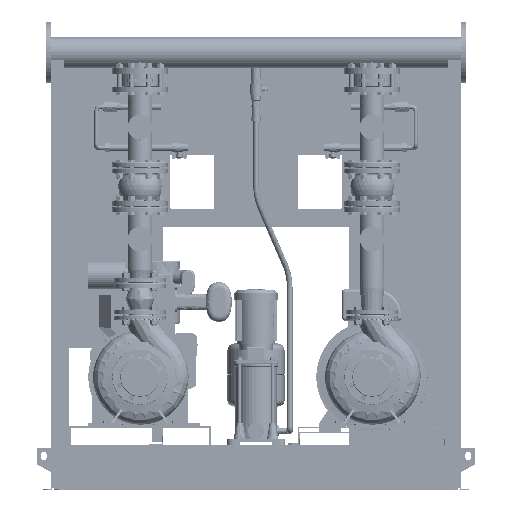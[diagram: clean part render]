
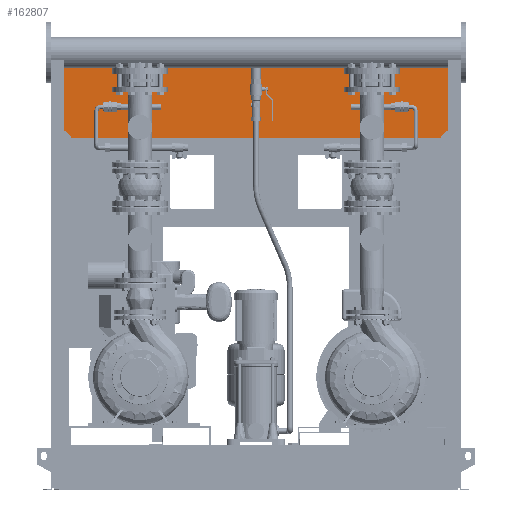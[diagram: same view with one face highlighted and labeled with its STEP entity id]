
A CAD part, left-side view. The second image highlights one B-rep face of the part: STEP entity #162807.
In plain terms, the highlighted planar face has unit normal (-1, 0, 0).
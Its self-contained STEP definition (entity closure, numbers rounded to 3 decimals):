
#162213=CARTESIAN_POINT('',(116.0,687.5,1551.425));
#162214=VERTEX_POINT('',#162213);
#162221=CARTESIAN_POINT('',(116.0,-687.5,1551.425));
#162222=VERTEX_POINT('',#162221);
#162223=CARTESIAN_POINT('',(116.0,-687.5,1551.425));
#162224=DIRECTION('',(0.0,1.0,0.0));
#162225=VECTOR('',#162224,1375.0);
#162226=LINE('',#162223,#162225);
#162227=EDGE_CURVE('',#162222,#162214,#162226,.T.);
#162284=CARTESIAN_POINT('',(116.0,-667.5,1271.425));
#162285=VERTEX_POINT('',#162284);
#162292=CARTESIAN_POINT('',(116.0,667.5,1271.425));
#162293=VERTEX_POINT('',#162292);
#162294=CARTESIAN_POINT('',(116.0,667.5,1271.425));
#162295=DIRECTION('',(0.0,-1.0,0.0));
#162296=VECTOR('',#162295,1335.0);
#162297=LINE('',#162294,#162296);
#162298=EDGE_CURVE('',#162293,#162285,#162297,.T.);
#162355=CARTESIAN_POINT('',(116.0,687.5,1547.425));
#162356=VERTEX_POINT('',#162355);
#162363=CARTESIAN_POINT('',(116.0,687.5,1551.425));
#162364=DIRECTION('',(0.0,0.0,-1.0));
#162365=VECTOR('',#162364,4.0);
#162366=LINE('',#162363,#162365);
#162367=EDGE_CURVE('',#162214,#162356,#162366,.T.);
#162393=CARTESIAN_POINT('',(116.0,730.,1547.425));
#162394=VERTEX_POINT('',#162393);
#162401=CARTESIAN_POINT('',(116.0,687.5,1547.425));
#162402=DIRECTION('',(0.0,1.0,0.0));
#162403=VECTOR('',#162402,42.5);
#162404=LINE('',#162401,#162403);
#162405=EDGE_CURVE('',#162356,#162394,#162404,.T.);
#162424=CARTESIAN_POINT('',(116.0,730.,1296.425));
#162425=VERTEX_POINT('',#162424);
#162432=CARTESIAN_POINT('',(116.0,730.,1547.425));
#162433=DIRECTION('',(0.0,0.0,-1.0));
#162434=VECTOR('',#162433,251.);
#162435=LINE('',#162432,#162434);
#162436=EDGE_CURVE('',#162394,#162425,#162435,.T.);
#162455=CARTESIAN_POINT('',(116.0,687.5,1296.425));
#162456=VERTEX_POINT('',#162455);
#162463=CARTESIAN_POINT('',(116.0,730.,1296.425));
#162464=DIRECTION('',(0.0,-1.0,0.0));
#162465=VECTOR('',#162464,42.5);
#162466=LINE('',#162463,#162465);
#162467=EDGE_CURVE('',#162425,#162456,#162466,.T.);
#162486=CARTESIAN_POINT('',(116.0,667.5,1276.425));
#162487=VERTEX_POINT('',#162486);
#162494=CARTESIAN_POINT('',(116.0,687.5,1296.425));
#162495=DIRECTION('',(0.0,-0.707,-0.707));
#162496=VECTOR('',#162495,28.284);
#162497=LINE('',#162494,#162496);
#162498=EDGE_CURVE('',#162456,#162487,#162497,.T.);
#162525=CARTESIAN_POINT('',(116.0,667.5,1276.425));
#162526=DIRECTION('',(0.0,0.0,-1.0));
#162527=VECTOR('',#162526,5.);
#162528=LINE('',#162525,#162527);
#162529=EDGE_CURVE('',#162487,#162293,#162528,.T.);
#162572=CARTESIAN_POINT('',(116.0,-667.5,1276.425));
#162573=VERTEX_POINT('',#162572);
#162580=CARTESIAN_POINT('',(116.0,-667.5,1271.425));
#162581=DIRECTION('',(0.0,0.0,1.0));
#162582=VECTOR('',#162581,5.0);
#162583=LINE('',#162580,#162582);
#162584=EDGE_CURVE('',#162285,#162573,#162583,.T.);
#162605=CARTESIAN_POINT('',(116.0,-687.5,1296.425));
#162606=VERTEX_POINT('',#162605);
#162613=CARTESIAN_POINT('',(116.0,-667.5,1276.425));
#162614=DIRECTION('',(0.0,-0.707,0.707));
#162615=VECTOR('',#162614,28.284);
#162616=LINE('',#162613,#162615);
#162617=EDGE_CURVE('',#162573,#162606,#162616,.T.);
#162636=CARTESIAN_POINT('',(116.0,-730.,1296.425));
#162637=VERTEX_POINT('',#162636);
#162644=CARTESIAN_POINT('',(116.0,-687.5,1296.425));
#162645=DIRECTION('',(0.0,-1.0,0.0));
#162646=VECTOR('',#162645,42.5);
#162647=LINE('',#162644,#162646);
#162648=EDGE_CURVE('',#162606,#162637,#162647,.T.);
#162667=CARTESIAN_POINT('',(116.0,-730.,1547.425));
#162668=VERTEX_POINT('',#162667);
#162675=CARTESIAN_POINT('',(116.0,-730.,1296.425));
#162676=DIRECTION('',(0.0,0.0,1.0));
#162677=VECTOR('',#162676,251.);
#162678=LINE('',#162675,#162677);
#162679=EDGE_CURVE('',#162637,#162668,#162678,.T.);
#162698=CARTESIAN_POINT('',(116.0,-687.5,1547.425));
#162699=VERTEX_POINT('',#162698);
#162706=CARTESIAN_POINT('',(116.0,-730.,1547.425));
#162707=DIRECTION('',(0.0,1.0,0.0));
#162708=VECTOR('',#162707,42.5);
#162709=LINE('',#162706,#162708);
#162710=EDGE_CURVE('',#162668,#162699,#162709,.T.);
#162737=CARTESIAN_POINT('',(116.0,-687.5,1547.425));
#162738=DIRECTION('',(0.0,0.0,1.0));
#162739=VECTOR('',#162738,4.0);
#162740=LINE('',#162737,#162739);
#162741=EDGE_CURVE('',#162699,#162222,#162740,.T.);
#162786=CARTESIAN_POINT('',(116.0,0.,1413.001));
#162787=DIRECTION('',(1.0,0.0,0.0));
#162788=DIRECTION('',(0.0,0.0,-1.0));
#162789=AXIS2_PLACEMENT_3D('',#162786,#162787,#162788);
#162790=PLANE('',#162789);
#162791=ORIENTED_EDGE('',*,*,#162227,.T.);
#162792=ORIENTED_EDGE('',*,*,#162367,.T.);
#162793=ORIENTED_EDGE('',*,*,#162405,.T.);
#162794=ORIENTED_EDGE('',*,*,#162436,.T.);
#162795=ORIENTED_EDGE('',*,*,#162467,.T.);
#162796=ORIENTED_EDGE('',*,*,#162498,.T.);
#162797=ORIENTED_EDGE('',*,*,#162529,.T.);
#162798=ORIENTED_EDGE('',*,*,#162298,.T.);
#162799=ORIENTED_EDGE('',*,*,#162584,.T.);
#162800=ORIENTED_EDGE('',*,*,#162617,.T.);
#162801=ORIENTED_EDGE('',*,*,#162648,.T.);
#162802=ORIENTED_EDGE('',*,*,#162679,.T.);
#162803=ORIENTED_EDGE('',*,*,#162710,.T.);
#162804=ORIENTED_EDGE('',*,*,#162741,.T.);
#162805=EDGE_LOOP('',(#162791,#162792,#162793,#162794,#162795,#162796,#162797,#162798,#162799,#162800,#162801,#162802,#162803,#162804));
#162806=FACE_OUTER_BOUND('',#162805,.T.);
#162807=ADVANCED_FACE('',(#162806),#162790,.F.);
